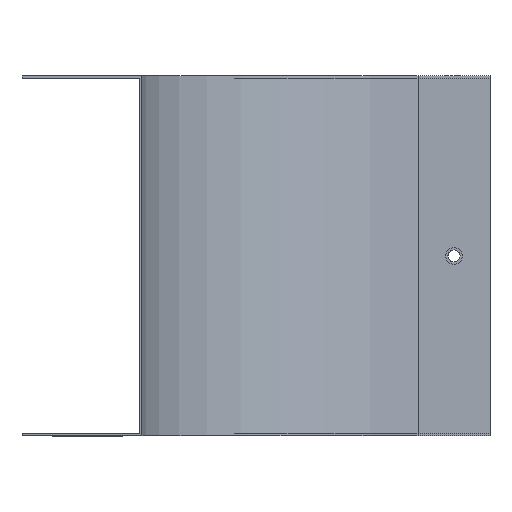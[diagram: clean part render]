
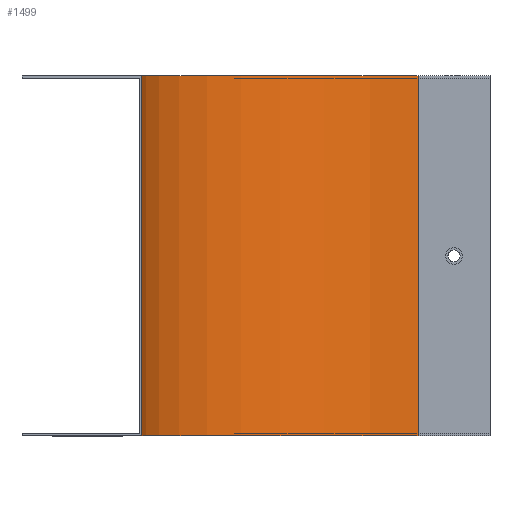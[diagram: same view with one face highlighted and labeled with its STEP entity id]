
A CAD part, left-side view. The second image highlights one B-rep face of the part: STEP entity #1499.
In plain terms, the highlighted cylindrical face has radius 115 mm (diameter 230 mm), a partial arc.
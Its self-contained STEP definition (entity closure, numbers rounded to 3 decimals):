
#71 = CARTESIAN_POINT ( 'NONE',  ( -115., 30., 1. ) ) ;
#72 = DIRECTION ( 'NONE',  ( 0., 0., -1. ) ) ;
#77 = DIRECTION ( 'NONE',  ( -1., 0., 0. ) ) ;
#130 = CARTESIAN_POINT ( 'NONE',  ( -115., 145., 1. ) ) ;
#146 = CARTESIAN_POINT ( 'NONE',  ( 0., 30., -149. ) ) ;
#186 = EDGE_LOOP ( 'NONE', ( #602, #601, #600, #599 ) ) ;
#253 = EDGE_CURVE ( 'NONE', #613, #508, #1672, .T. ) ;
#367 = VERTEX_POINT ( 'NONE', #1259 ) ;
#466 = EDGE_CURVE ( 'NONE', #508, #526, #1553, .T. ) ;
#473 = EDGE_CURVE ( 'NONE', #367, #526, #1566, .T. ) ;
#478 = EDGE_CURVE ( 'NONE', #613, #367, #1576, .T. ) ;
#508 = VERTEX_POINT ( 'NONE', #1092 ) ;
#526 = VERTEX_POINT ( 'NONE', #146 ) ;
#599 = ORIENTED_EDGE ( 'NONE', *, *, #478, .F. ) ;
#600 = ORIENTED_EDGE ( 'NONE', *, *, #473, .F. ) ;
#601 = ORIENTED_EDGE ( 'NONE', *, *, #466, .T. ) ;
#602 = ORIENTED_EDGE ( 'NONE', *, *, #253, .T. ) ;
#613 = VERTEX_POINT ( 'NONE', #130 ) ;
#701 = AXIS2_PLACEMENT_3D ( 'NONE', #71, #72, #77 ) ;
#713 = AXIS2_PLACEMENT_3D ( 'NONE', #1212, #1211, #1210 ) ;
#715 = AXIS2_PLACEMENT_3D ( 'NONE', #1242, #1240, #1239 ) ;
#873 = FACE_OUTER_BOUND ( 'NONE', #186, .T. ) ;
#880 = CYLINDRICAL_SURFACE ( 'NONE', #701, 115. ) ;
#1092 = CARTESIAN_POINT ( 'NONE',  ( -115., 145., -149. ) ) ;
#1210 = DIRECTION ( 'NONE',  ( -1., 0., 0. ) ) ;
#1211 = DIRECTION ( 'NONE',  ( 0., 0., -1. ) ) ;
#1212 = CARTESIAN_POINT ( 'NONE',  ( -115., 30., 1. ) ) ;
#1221 = DIRECTION ( 'NONE',  ( 0., 0., -1. ) ) ;
#1223 = CARTESIAN_POINT ( 'NONE',  ( 0., 30., 1. ) ) ;
#1239 = DIRECTION ( 'NONE',  ( -1., 0., 0. ) ) ;
#1240 = DIRECTION ( 'NONE',  ( 0., 0., -1. ) ) ;
#1242 = CARTESIAN_POINT ( 'NONE',  ( -115., 30., -149. ) ) ;
#1259 = CARTESIAN_POINT ( 'NONE',  ( 0., 30., 1. ) ) ;
#1342 = DIRECTION ( 'NONE',  ( 0., 0., -1. ) ) ;
#1360 = CARTESIAN_POINT ( 'NONE',  ( -115., 145., 1. ) ) ;
#1499 = ADVANCED_FACE ( 'NONE', ( #873 ), #880, .F. ) ;
#1553 = CIRCLE ( 'NONE', #715, 115. ) ;
#1566 = LINE ( 'NONE', #1223, #1569 ) ;
#1569 = VECTOR ( 'NONE', #1221, 1000. ) ;
#1576 = CIRCLE ( 'NONE', #713, 115. ) ;
#1672 = LINE ( 'NONE', #1360, #1674 ) ;
#1674 = VECTOR ( 'NONE', #1342, 1000. ) ;
